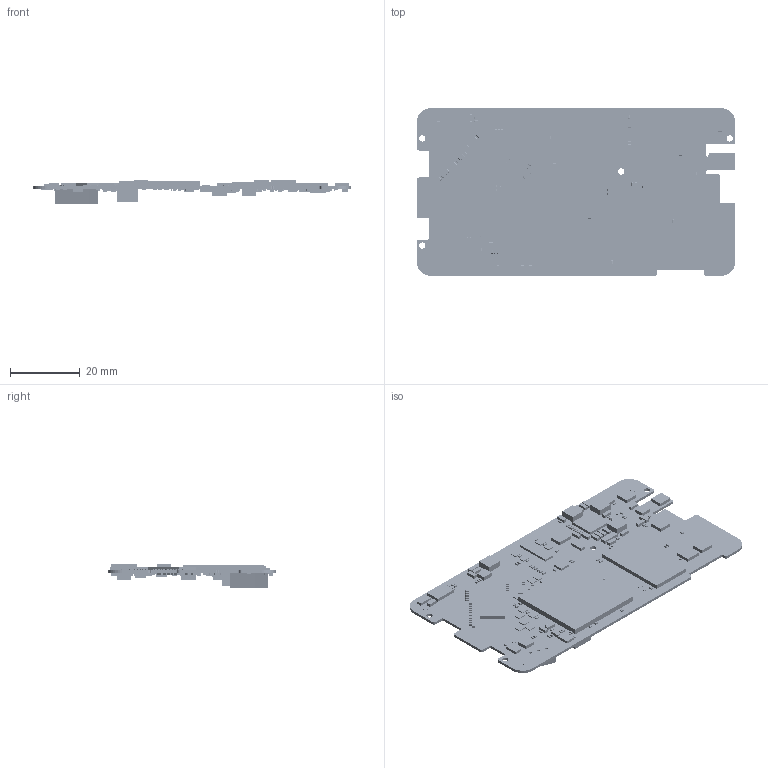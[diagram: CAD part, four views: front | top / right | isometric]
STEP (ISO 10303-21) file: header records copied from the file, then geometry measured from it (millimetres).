
FILE_DESCRIPTION(('Open CASCADE Model'),'2;1');
FILE_NAME('Open CASCADE Shape Model','2017-10-27T13:12:50',('Author'),( 'Open CASCADE'),'Open CASCADE STEP processor 6.8','Open CASCADE 6.8' ,'Unknown');
FILE_SCHEMA(('AUTOMOTIVE_DESIGN { 1 0 10303 214 1 1 1 1 }'));
Length unit declared in the file: millimetre
Products named in the file (444): PCB; Board; U22; 937765864; Extruded; C254; User_Library-0402(1005M)_Cap; R214; 937773344; C252; C253; J18; 937773480; R213; C238; TP89; 937771304; TP88; TP87; TP86; TP85; TP50; TP49; TP48; TP45; TP44; TP43; TP35; TP34; TP33; TP32; TP31; TP30; TP29; TP28; TP27; TP26; TP23; TP22; TP16 ...
Assembly tree (769 placements, depth 4):
  PCB
    Board
    U22
      937765864
        Extruded
    C254
      User_Library-0402(1005M)_Cap
    R214
      937773344
        Extruded
    C252
      937773344
        Extruded
    C253
      User_Library-0402(1005M)_Cap
    J18
      937773480
        Extruded
    R213
      937773344
        Extruded
    C238
      User_Library-0402(1005M)_Cap
    TP89
      937771304
        Extruded
    TP88
      937771304
        Extruded
    TP87
      937771304
        Extruded
    TP86
      937771304
        Extruded
    TP85
      937771304
        Extruded
    TP50
      937771304
        Extruded
    TP49
      937771304
        Extruded
    TP48
      937771304
        Extruded
    TP45
      937771304
        Extruded
    TP44
      937771304
        Extruded
    TP43
      937771304
        Extruded
    TP35
      937771304
        Extruded
    TP34
Bounding box: 91.65 x 48.25 x 6.85 mm (x, y, z)
Volume: 6173.3 mm3; surface area: 14755.4 mm2
Topology: 754 solids, 754 shells, 24383 faces, 61447 edges, 38378 vertices
Faces by surface type: plane 10560, bspline 9894, cylinder 3929
Full cylindrical faces by diameter (mm): 0.9 x3, 1.8 x4, 2 x1, 2.286 x1
Entity records: 47878 total; most frequent: CARTESIAN_POINT 17504, DIRECTION 4854, LINE 2234, VECTOR 2234, ORIENTED_EDGE 1956, PCURVE 1956, DEFINITIONAL_REPRESENTATION 1956, AXIS2_PLACEMENT_3D 1282
